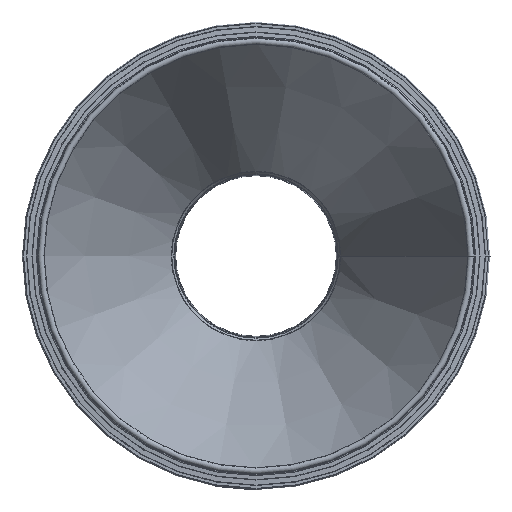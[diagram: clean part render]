
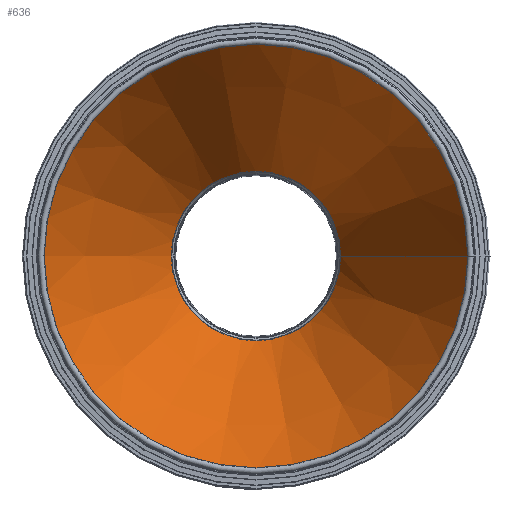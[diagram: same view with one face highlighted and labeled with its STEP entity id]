
A CAD part, front view. The second image highlights one B-rep face of the part: STEP entity #636.
In plain terms, the highlighted conical face has half-angle 27.5 degrees and reference radius 97.807 mm.
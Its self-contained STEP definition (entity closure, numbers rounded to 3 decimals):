
#131=CARTESIAN_POINT('',(38.561,120.193,0.0));
#132=VERTEX_POINT('',#131);
#164=CARTESIAN_POINT('',(38.561,120.193,-0.001));
#165=VERTEX_POINT('',#164);
#205=CARTESIAN_POINT('',(97.807,6.383,0.0));
#206=VERTEX_POINT('',#205);
#213=CARTESIAN_POINT('',(38.561,120.193,0.0));
#214=DIRECTION('',(0.462,-0.887,0.0));
#215=VECTOR('',#214,128.307);
#216=LINE('',#213,#215);
#217=EDGE_CURVE('',#132,#206,#216,.T.);
#228=CARTESIAN_POINT('',(97.807,6.383,-0.002));
#229=VERTEX_POINT('',#228);
#230=CARTESIAN_POINT('',(97.807,6.383,-0.002));
#231=DIRECTION('',(-0.462,0.887,0.));
#232=VECTOR('',#231,128.307);
#233=LINE('',#230,#232);
#234=EDGE_CURVE('',#229,#165,#233,.T.);
#607=CARTESIAN_POINT('',(0.,6.383,0.0));
#608=DIRECTION('',(0.0,-1.0,0.0));
#609=DIRECTION('',(1.0,0.0,0.0));
#610=AXIS2_PLACEMENT_3D('',#607,#608,#609);
#611=CIRCLE('',#610,97.807);
#612=EDGE_CURVE('',#206,#229,#611,.T.);
#619=CARTESIAN_POINT('',(0.,6.383,0.0));
#620=DIRECTION('',(0.,-1.0,0.0));
#621=DIRECTION('',(1.,0.,0.));
#622=AXIS2_PLACEMENT_3D('',#619,#620,#621);
#623=CONICAL_SURFACE('',#622,97.807,27.5);
#624=ORIENTED_EDGE('',*,*,#234,.T.);
#625=CARTESIAN_POINT('',(0.,120.193,0.0));
#626=DIRECTION('',(0.0,-1.0,0.0));
#627=DIRECTION('',(1.0,0.0,0.0));
#628=AXIS2_PLACEMENT_3D('',#625,#626,#627);
#629=CIRCLE('',#628,38.561);
#630=EDGE_CURVE('',#132,#165,#629,.T.);
#631=ORIENTED_EDGE('',*,*,#630,.F.);
#632=ORIENTED_EDGE('',*,*,#217,.T.);
#633=ORIENTED_EDGE('',*,*,#612,.T.);
#634=EDGE_LOOP('',(#624,#631,#632,#633));
#635=FACE_OUTER_BOUND('',#634,.T.);
#636=ADVANCED_FACE('',(#635),#623,.F.);
